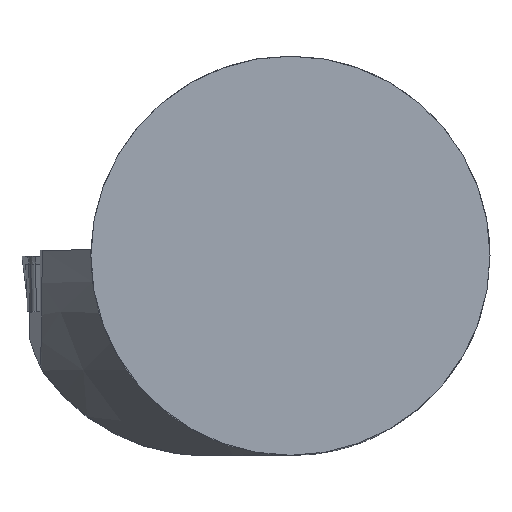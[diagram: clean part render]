
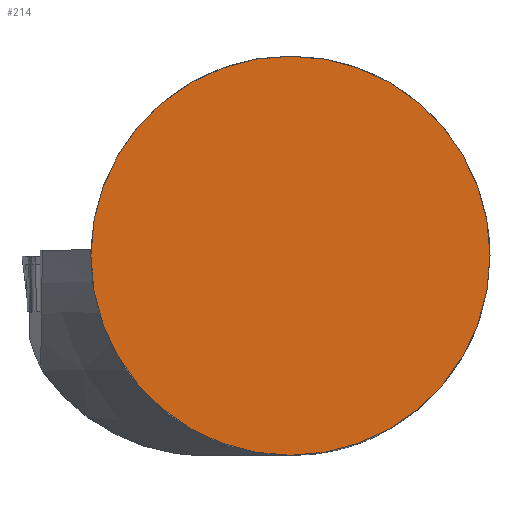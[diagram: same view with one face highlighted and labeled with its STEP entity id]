
A CAD part, top view. The second image highlights one B-rep face of the part: STEP entity #214.
In plain terms, the highlighted planar face has unit normal (0, 0, 1).
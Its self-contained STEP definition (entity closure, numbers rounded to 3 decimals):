
#128=PLANE('',#1244);
#165=FACE_OUTER_BOUND('',#312,.T.);
#214=ADVANCED_FACE('',(#165),#128,.T.);
#312=EDGE_LOOP('',(#713));
#373=CIRCLE('',#1200,20.);
#713=ORIENTED_EDGE('',*,*,#980,.F.);
#879=VERTEX_POINT('',#1697);
#980=EDGE_CURVE('',#879,#879,#373,.T.);
#1200=AXIS2_PLACEMENT_3D('',#1696,#1334,#1335);
#1244=AXIS2_PLACEMENT_3D('',#1853,#1454,#1455);
#1334=DIRECTION('',(0.,0.,-1.));
#1335=DIRECTION('',(1.,0.,0.));
#1454=DIRECTION('',(0.,0.,1.));
#1455=DIRECTION('',(1.,0.,0.));
#1696=CARTESIAN_POINT('',(0.,0.,0.));
#1697=CARTESIAN_POINT('',(20.,0.,0.));
#1853=CARTESIAN_POINT('',(0.,0.,0.));
